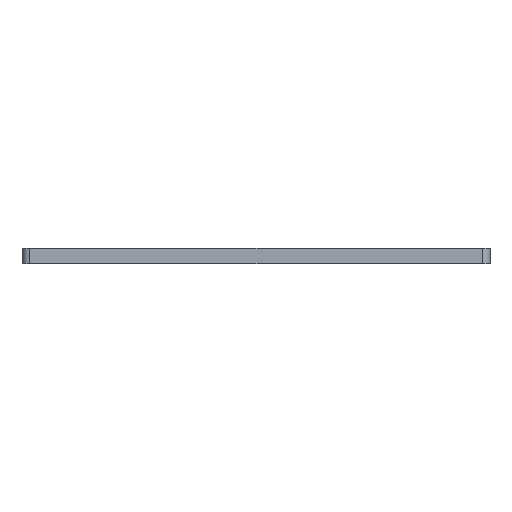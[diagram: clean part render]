
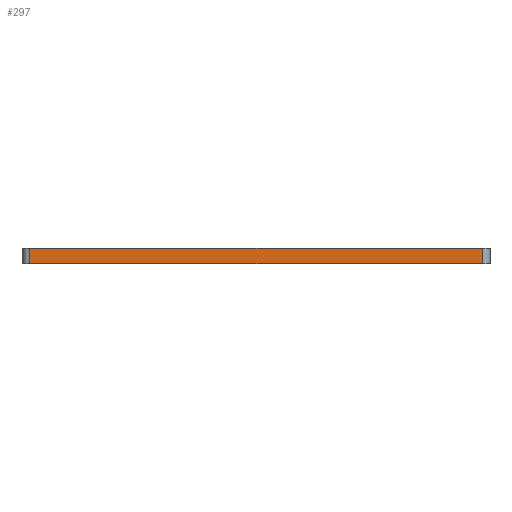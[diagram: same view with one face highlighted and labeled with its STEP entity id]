
A CAD part, left-side view. The second image highlights one B-rep face of the part: STEP entity #297.
In plain terms, the highlighted planar face has unit normal (-1, 0, 0).
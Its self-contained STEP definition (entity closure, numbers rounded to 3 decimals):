
#16 = CARTESIAN_POINT ( 'NONE',  ( -92.5, -90., -3. ) ) ;
#36 = CARTESIAN_POINT ( 'NONE',  ( -92.5, 82., 3. ) ) ;
#44 = PLANE ( 'NONE',  #241 ) ;
#106 = EDGE_LOOP ( 'NONE', ( #390, #1168, #677, #1136 ) ) ;
#153 = VERTEX_POINT ( 'NONE', #36 ) ;
#156 = EDGE_CURVE ( 'NONE', #153, #413, #653, .T. ) ;
#185 = CARTESIAN_POINT ( 'NONE',  ( -92.5, -90., 3. ) ) ;
#188 = VERTEX_POINT ( 'NONE', #16 ) ;
#239 = LINE ( 'NONE', #1035, #1173 ) ;
#241 = AXIS2_PLACEMENT_3D ( 'NONE', #502, #1108, #514 ) ;
#287 = DIRECTION ( 'NONE',  ( 0., 0., 1. ) ) ;
#297 = ADVANCED_FACE ( 'NONE', ( #355 ), #44, .F. ) ;
#329 = VECTOR ( 'NONE', #1093, 1000. ) ;
#355 = FACE_OUTER_BOUND ( 'NONE', #106, .T. ) ;
#368 = VECTOR ( 'NONE', #287, 1000. ) ;
#390 = ORIENTED_EDGE ( 'NONE', *, *, #688, .T. ) ;
#393 = CARTESIAN_POINT ( 'NONE',  ( -92.5, 82., -3. ) ) ;
#413 = VERTEX_POINT ( 'NONE', #393 ) ;
#428 = LINE ( 'NONE', #185, #368 ) ;
#469 = CARTESIAN_POINT ( 'NONE',  ( -92.5, -90., 3. ) ) ;
#502 = CARTESIAN_POINT ( 'NONE',  ( -92.5, -93., 3. ) ) ;
#514 = DIRECTION ( 'NONE',  ( 0., 0., -1. ) ) ;
#587 = VECTOR ( 'NONE', #764, 1000. ) ;
#614 = EDGE_CURVE ( 'NONE', #153, #732, #239, .T. ) ;
#653 = LINE ( 'NONE', #1075, #329 ) ;
#677 = ORIENTED_EDGE ( 'NONE', *, *, #614, .F. ) ;
#688 = EDGE_CURVE ( 'NONE', #413, #188, #1203, .T. ) ;
#732 = VERTEX_POINT ( 'NONE', #469 ) ;
#764 = DIRECTION ( 'NONE',  ( 0., -1., 0. ) ) ;
#767 = CARTESIAN_POINT ( 'NONE',  ( -92.5, -93., -3. ) ) ;
#875 = EDGE_CURVE ( 'NONE', #188, #732, #428, .T. ) ;
#1035 = CARTESIAN_POINT ( 'NONE',  ( -92.5, -93., 3. ) ) ;
#1075 = CARTESIAN_POINT ( 'NONE',  ( -92.5, 82., 3. ) ) ;
#1093 = DIRECTION ( 'NONE',  ( 0., 0., -1. ) ) ;
#1108 = DIRECTION ( 'NONE',  ( 1., 0., 0. ) ) ;
#1136 = ORIENTED_EDGE ( 'NONE', *, *, #156, .T. ) ;
#1142 = DIRECTION ( 'NONE',  ( 0., -1., 0. ) ) ;
#1168 = ORIENTED_EDGE ( 'NONE', *, *, #875, .T. ) ;
#1173 = VECTOR ( 'NONE', #1142, 1000. ) ;
#1203 = LINE ( 'NONE', #767, #587 ) ;
